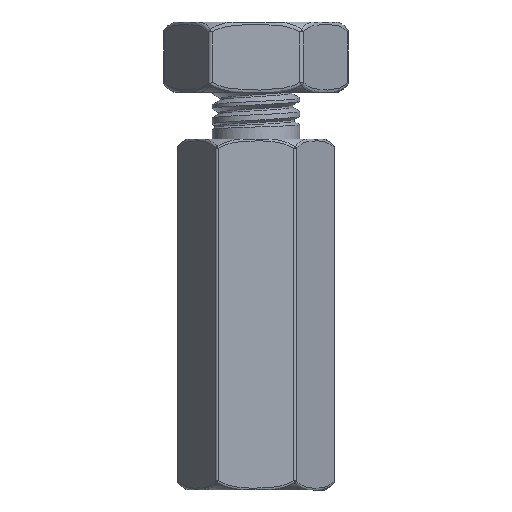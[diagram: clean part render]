
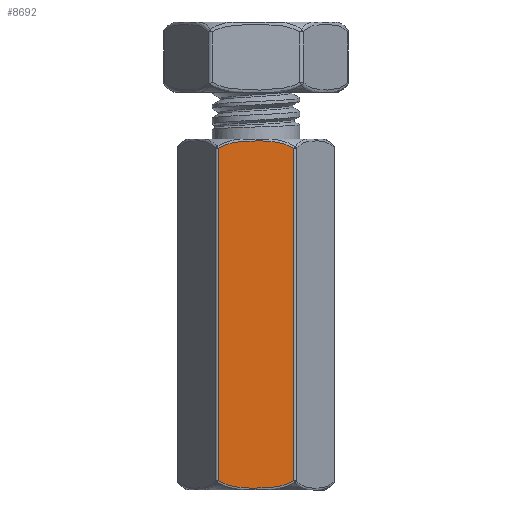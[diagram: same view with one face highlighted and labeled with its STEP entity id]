
A CAD part, front view. The second image highlights one B-rep face of the part: STEP entity #8692.
In plain terms, the highlighted planar face has unit normal (0, -1, 0).
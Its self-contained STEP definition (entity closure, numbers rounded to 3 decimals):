
#120 = CARTESIAN_POINT ( 'NONE',  ( 0.446, -2.35, -13.529 ) ) ;
#1270 = ORIENTED_EDGE ( 'NONE', *, *, #18356, .T. ) ;
#1676 = CARTESIAN_POINT ( 'NONE',  ( 0.889, -2.35, -1.744 ) ) ;
#1991 = CARTESIAN_POINT ( 'NONE',  ( -0.448, -2.35, -13.529 ) ) ;
#3272 = CARTESIAN_POINT ( 'NONE',  ( 0.448, -2.35, -1.671 ) ) ;
#3925 = CARTESIAN_POINT ( 'NONE',  ( -1.299, -2.35, -1.922 ) ) ;
#3972 = EDGE_LOOP ( 'NONE', ( #1270, #13238, #14066, #6039 ) ) ;
#4087 = EDGE_CURVE ( 'NONE', #17098, #18092, #11949, .T. ) ;
#5247 = CARTESIAN_POINT ( 'NONE',  ( -0.889, -2.35, -1.744 ) ) ;
#5819 = CARTESIAN_POINT ( 'NONE',  ( 0.889, -2.35, -13.457 ) ) ;
#6039 = ORIENTED_EDGE ( 'NONE', *, *, #4087, .T. ) ;
#7095 = VERTEX_POINT ( 'NONE', #3925 ) ;
#8374 = CARTESIAN_POINT ( 'NONE',  ( 1.299, -2.35, -13.6 ) ) ;
#8692 = ADVANCED_FACE ( 'NONE', ( #20594 ), #14822, .F. ) ;
#8835 = VECTOR ( 'NONE', #22439, 1000. ) ;
#9179 = CARTESIAN_POINT ( 'NONE',  ( -0.223, -2.35, -1.659 ) ) ;
#9492 = CARTESIAN_POINT ( 'NONE',  ( -0.225, -2.35, -13.541 ) ) ;
#9816 = B_SPLINE_CURVE_WITH_KNOTS ( 'NONE', 3,
 ( #11349, #18845, #15158, #1991, #9492, #17001, #120, #5819, #13323, #20822 ),
 .UNSPECIFIED., .F., .F.,
 ( 4, 2, 2, 2, 4 ),
 ( -0.001, -0.001, 0., 0.001, 0.001 ),
 .UNSPECIFIED. ) ;
#9871 = CARTESIAN_POINT ( 'NONE',  ( -1.299, -2.35, -13.6 ) ) ;
#10111 = DIRECTION ( 'NONE',  ( 0., 0., 1. ) ) ;
#10770 = VERTEX_POINT ( 'NONE', #19753 ) ;
#11247 = LINE ( 'NONE', #9871, #8835 ) ;
#11349 = CARTESIAN_POINT ( 'NONE',  ( -1.299, -2.35, -13.278 ) ) ;
#11949 = LINE ( 'NONE', #8374, #17441 ) ;
#11990 = AXIS2_PLACEMENT_3D ( 'NONE', #16797, #16666, #13353 ) ;
#13238 = ORIENTED_EDGE ( 'NONE', *, *, #23259, .T. ) ;
#13323 = CARTESIAN_POINT ( 'NONE',  ( 1.108, -2.35, -13.397 ) ) ;
#13353 = DIRECTION ( 'NONE',  ( 1., 0., 0. ) ) ;
#14066 = ORIENTED_EDGE ( 'NONE', *, *, #19184, .T. ) ;
#14822 = PLANE ( 'NONE',  #11990 ) ;
#15158 = CARTESIAN_POINT ( 'NONE',  ( -0.889, -2.35, -13.456 ) ) ;
#16327 = CARTESIAN_POINT ( 'NONE',  ( 0.225, -2.35, -1.659 ) ) ;
#16666 = DIRECTION ( 'NONE',  ( 0., 1., 0. ) ) ;
#16797 = CARTESIAN_POINT ( 'NONE',  ( 1.357, -2.35, -13.6 ) ) ;
#16816 = CARTESIAN_POINT ( 'NONE',  ( -1.108, -2.35, -1.803 ) ) ;
#17001 = CARTESIAN_POINT ( 'NONE',  ( 0.223, -2.35, -13.541 ) ) ;
#17098 = VERTEX_POINT ( 'NONE', #19086 ) ;
#17441 = VECTOR ( 'NONE', #10111, 1000. ) ;
#18092 = VERTEX_POINT ( 'NONE', #19421 ) ;
#18356 = EDGE_CURVE ( 'NONE', #18092, #7095, #23958, .T. ) ;
#18536 = CARTESIAN_POINT ( 'NONE',  ( 1.299, -2.35, -1.922 ) ) ;
#18845 = CARTESIAN_POINT ( 'NONE',  ( -1.107, -2.35, -13.397 ) ) ;
#19086 = CARTESIAN_POINT ( 'NONE',  ( 1.299, -2.35, -13.278 ) ) ;
#19184 = EDGE_CURVE ( 'NONE', #10770, #17098, #9816, .T. ) ;
#19421 = CARTESIAN_POINT ( 'NONE',  ( 1.299, -2.35, -1.922 ) ) ;
#19753 = CARTESIAN_POINT ( 'NONE',  ( -1.299, -2.35, -13.278 ) ) ;
#20016 = CARTESIAN_POINT ( 'NONE',  ( -0.446, -2.35, -1.671 ) ) ;
#20594 = FACE_OUTER_BOUND ( 'NONE', #3972, .T. ) ;
#20822 = CARTESIAN_POINT ( 'NONE',  ( 1.299, -2.35, -13.278 ) ) ;
#21995 = CARTESIAN_POINT ( 'NONE',  ( 1.107, -2.35, -1.803 ) ) ;
#22439 = DIRECTION ( 'NONE',  ( 0., 0., -1. ) ) ;
#23259 = EDGE_CURVE ( 'NONE', #7095, #10770, #11247, .T. ) ;
#23858 = CARTESIAN_POINT ( 'NONE',  ( -1.299, -2.35, -1.922 ) ) ;
#23958 = B_SPLINE_CURVE_WITH_KNOTS ( 'NONE', 3,
 ( #18536, #21995, #1676, #3272, #16327, #9179, #20016, #5247, #16816, #23858 ),
 .UNSPECIFIED., .F., .F.,
 ( 4, 2, 2, 2, 4 ),
 ( 0., 0.001, 0.001, 0.002, 0.003 ),
 .UNSPECIFIED. ) ;
